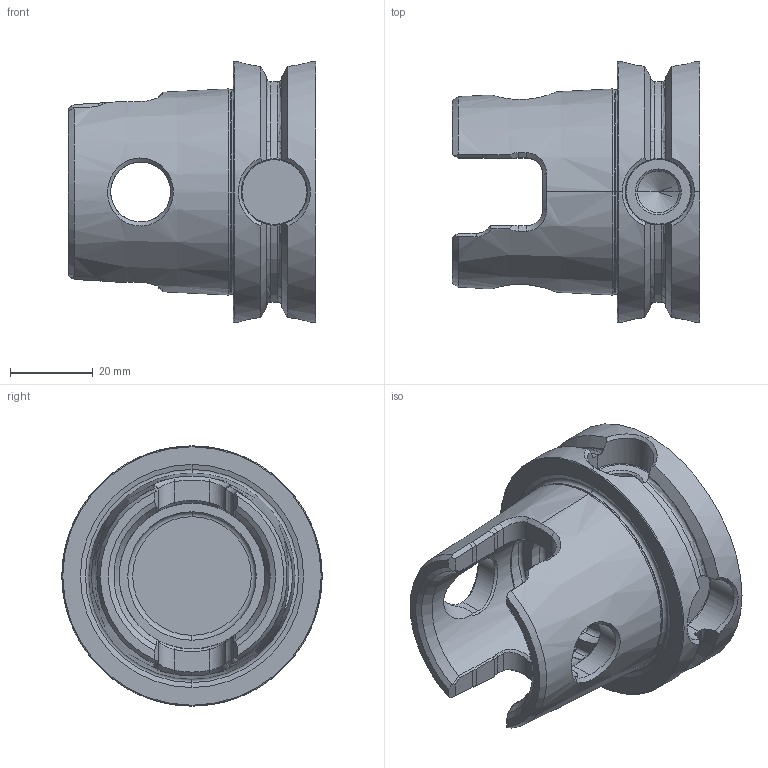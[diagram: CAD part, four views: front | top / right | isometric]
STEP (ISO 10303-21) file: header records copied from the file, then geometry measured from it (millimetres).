
FILE_DESCRIPTION (( 'STEP AP203' ), '1' );
FILE_NAME ('KU6.000.001.020.STEP', '2018-02-12T15:21:23', ( 'SWIAdmin' ), ( 'Hewlett-Packard Company' ), 'SwSTEP 2.0', 'SolidWorks 2017', '' );
FILE_SCHEMA (( 'CONFIG_CONTROL_DESIGN' ));
Length unit declared in the file: millimetre
Products named in the file (1): KU6.000.001.020
Bounding box: 59.95 x 62.95 x 62.95 mm (x, y, z)
Volume: 79166.7 mm3; surface area: 21231.2 mm2
Topology: 1 solids, 1 shells, 216 faces, 560 edges, 349 vertices
Faces by surface type: bspline 58, plane 50, cylinder 46, cone 32, torus 30
Entity records: 9965 total; most frequent: CARTESIAN_POINT 5296, ORIENTED_EDGE 1116, DIRECTION 712, EDGE_CURVE 558, VERTEX_POINT 349, B_SPLINE_CURVE_WITH_KNOTS 304, AXIS2_PLACEMENT_3D 299, EDGE_LOOP 225
